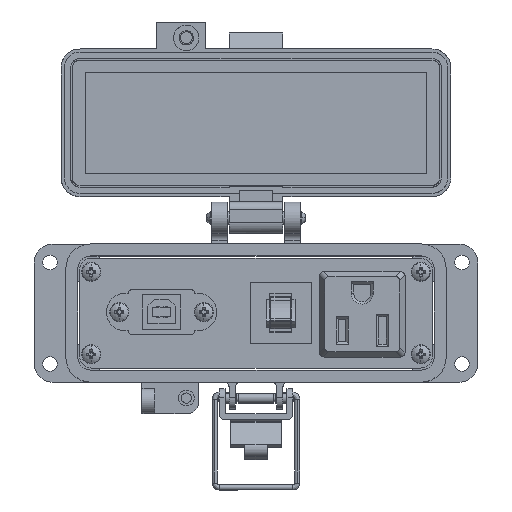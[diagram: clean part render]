
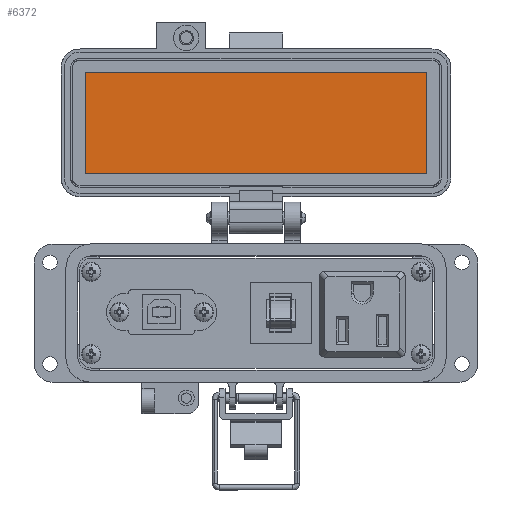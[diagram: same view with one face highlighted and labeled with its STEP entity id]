
A CAD part, top view. The second image highlights one B-rep face of the part: STEP entity #6372.
In plain terms, the highlighted planar face has unit normal (0, 0, 1).
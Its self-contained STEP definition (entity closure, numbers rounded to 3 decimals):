
#1403 = LINE ( 'NONE', #33647, #36759 ) ;
#2894 = EDGE_LOOP ( 'NONE', ( #15275, #18135, #18049, #67207 ) ) ;
#4271 = VECTOR ( 'NONE', #56262, 1000. ) ;
#4479 = EDGE_CURVE ( 'NONE', #34033, #64727, #35679, .T. ) ;
#6372 = ADVANCED_FACE ( 'NONE', ( #55044 ), #32735, .T. ) ;
#6729 = CARTESIAN_POINT ( 'NONE',  ( 53.75, 83.154, -25.55 ) ) ;
#7097 = DIRECTION ( 'NONE',  ( 1., 0., 0. ) ) ;
#7452 = DIRECTION ( 'NONE',  ( 0., -1., 0. ) ) ;
#8850 = CARTESIAN_POINT ( 'NONE',  ( -53.75, 51.154, -25.55 ) ) ;
#8907 = VERTEX_POINT ( 'NONE', #6729 ) ;
#13096 = CARTESIAN_POINT ( 'NONE',  ( 53.75, 67.154, -25.55 ) ) ;
#14893 = CARTESIAN_POINT ( 'NONE',  ( 42., 51.154, -25.55 ) ) ;
#15275 = ORIENTED_EDGE ( 'NONE', *, *, #64909, .F. ) ;
#18049 = ORIENTED_EDGE ( 'NONE', *, *, #39254, .F. ) ;
#18135 = ORIENTED_EDGE ( 'NONE', *, *, #4479, .F. ) ;
#18347 = CARTESIAN_POINT ( 'NONE',  ( 53.75, 51.154, -25.55 ) ) ;
#19505 = DIRECTION ( 'NONE',  ( -1., 0., 0. ) ) ;
#21522 = AXIS2_PLACEMENT_3D ( 'NONE', #27431, #60411, #54360 ) ;
#27431 = CARTESIAN_POINT ( 'NONE',  ( -8.5, 67.154, -25.55 ) ) ;
#29679 = CARTESIAN_POINT ( 'NONE',  ( -53.75, 67.154, -25.55 ) ) ;
#32735 = PLANE ( 'NONE',  #21522 ) ;
#33647 = CARTESIAN_POINT ( 'NONE',  ( -8.5, 83.154, -25.55 ) ) ;
#34033 = VERTEX_POINT ( 'NONE', #8850 ) ;
#35679 = LINE ( 'NONE', #29679, #4271 ) ;
#36759 = VECTOR ( 'NONE', #7097, 1000. ) ;
#39254 = EDGE_CURVE ( 'NONE', #58860, #34033, #68094, .T. ) ;
#39699 = VECTOR ( 'NONE', #19505, 1000. ) ;
#54360 = DIRECTION ( 'NONE',  ( 0., -1., 0. ) ) ;
#55044 = FACE_OUTER_BOUND ( 'NONE', #2894, .T. ) ;
#56262 = DIRECTION ( 'NONE',  ( 0., 1., 0. ) ) ;
#56540 = VECTOR ( 'NONE', #7452, 1000. ) ;
#58860 = VERTEX_POINT ( 'NONE', #18347 ) ;
#60411 = DIRECTION ( 'NONE',  ( 0., 0., 1. ) ) ;
#62387 = LINE ( 'NONE', #13096, #56540 ) ;
#64548 = CARTESIAN_POINT ( 'NONE',  ( -53.75, 83.154, -25.55 ) ) ;
#64727 = VERTEX_POINT ( 'NONE', #64548 ) ;
#64909 = EDGE_CURVE ( 'NONE', #64727, #8907, #1403, .T. ) ;
#67207 = ORIENTED_EDGE ( 'NONE', *, *, #70049, .F. ) ;
#68094 = LINE ( 'NONE', #14893, #39699 ) ;
#70049 = EDGE_CURVE ( 'NONE', #8907, #58860, #62387, .T. ) ;
